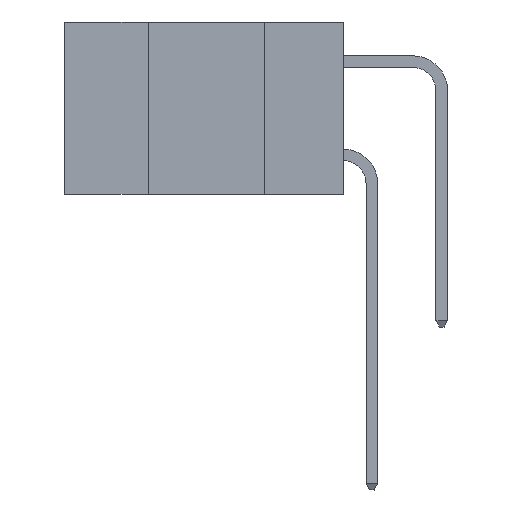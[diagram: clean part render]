
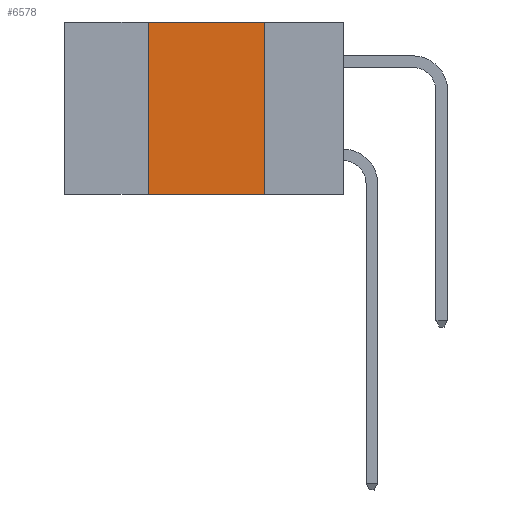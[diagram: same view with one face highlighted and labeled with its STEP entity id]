
A CAD part, left-side view. The second image highlights one B-rep face of the part: STEP entity #6578.
In plain terms, the highlighted planar face has unit normal (-1, 0, 0).
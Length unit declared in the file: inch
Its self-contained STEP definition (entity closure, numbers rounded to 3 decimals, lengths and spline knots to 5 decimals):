
#556 = EDGE_CURVE ( 'NONE', #2574, #1723, #769, .T. ) ;
#769 = LINE ( 'NONE', #14699, #12888 ) ;
#868 = CARTESIAN_POINT ( 'NONE',  ( 0., 0.6, 0. ) ) ;
#937 = EDGE_CURVE ( 'NONE', #7673, #5248, #7188, .T. ) ;
#1723 = VERTEX_POINT ( 'NONE', #4709 ) ;
#1884 = VECTOR ( 'NONE', #10976, 39.37008 ) ;
#2574 = VERTEX_POINT ( 'NONE', #12523 ) ;
#2776 = CARTESIAN_POINT ( 'NONE',  ( 0., 0.17, 0. ) ) ;
#2970 = CARTESIAN_POINT ( 'NONE',  ( 0., 0.6, -0.37 ) ) ;
#3375 = EDGE_LOOP ( 'NONE', ( #11427, #8475, #8533, #7479 ) ) ;
#3630 = CARTESIAN_POINT ( 'NONE',  ( 0., 0.6, 0. ) ) ;
#4037 = DIRECTION ( 'NONE',  ( 0., -1., 0. ) ) ;
#4187 = EDGE_CURVE ( 'NONE', #2574, #5248, #6524, .T. ) ;
#4436 = DIRECTION ( 'NONE',  ( 0., -1., 0. ) ) ;
#4454 = CARTESIAN_POINT ( 'NONE',  ( 0., 0.17, 0. ) ) ;
#4709 = CARTESIAN_POINT ( 'NONE',  ( 0., 0.42, 0. ) ) ;
#5248 = VERTEX_POINT ( 'NONE', #6838 ) ;
#5734 = FACE_OUTER_BOUND ( 'NONE', #3375, .T. ) ;
#6154 = VECTOR ( 'NONE', #4037, 39.37008 ) ;
#6217 = EDGE_CURVE ( 'NONE', #1723, #7673, #7378, .T. ) ;
#6494 = DIRECTION ( 'NONE',  ( 0., 0., 1. ) ) ;
#6524 = LINE ( 'NONE', #2970, #6154 ) ;
#6578 = ADVANCED_FACE ( 'NONE', ( #5734 ), #7151, .F. ) ;
#6838 = CARTESIAN_POINT ( 'NONE',  ( 0., 0.17, -0.37 ) ) ;
#7151 = PLANE ( 'NONE',  #11127 ) ;
#7188 = LINE ( 'NONE', #2776, #1884 ) ;
#7378 = LINE ( 'NONE', #868, #7739 ) ;
#7479 = ORIENTED_EDGE ( 'NONE', *, *, #4187, .T. ) ;
#7673 = VERTEX_POINT ( 'NONE', #4454 ) ;
#7739 = VECTOR ( 'NONE', #4436, 39.37008 ) ;
#8475 = ORIENTED_EDGE ( 'NONE', *, *, #6217, .F. ) ;
#8533 = ORIENTED_EDGE ( 'NONE', *, *, #556, .F. ) ;
#10679 = DIRECTION ( 'NONE',  ( 0., 0., -1. ) ) ;
#10730 = DIRECTION ( 'NONE',  ( 1., 0., 0. ) ) ;
#10976 = DIRECTION ( 'NONE',  ( 0., 0., -1. ) ) ;
#11127 = AXIS2_PLACEMENT_3D ( 'NONE', #3630, #10730, #10679 ) ;
#11427 = ORIENTED_EDGE ( 'NONE', *, *, #937, .F. ) ;
#12523 = CARTESIAN_POINT ( 'NONE',  ( 0., 0.42, -0.37 ) ) ;
#12888 = VECTOR ( 'NONE', #6494, 39.37008 ) ;
#14699 = CARTESIAN_POINT ( 'NONE',  ( 0., 0.42, 0. ) ) ;
